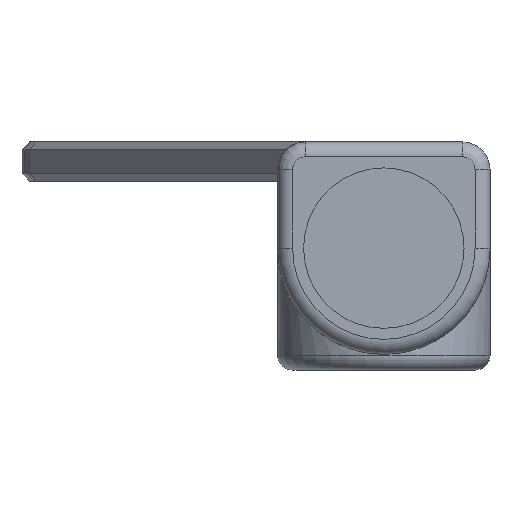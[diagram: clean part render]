
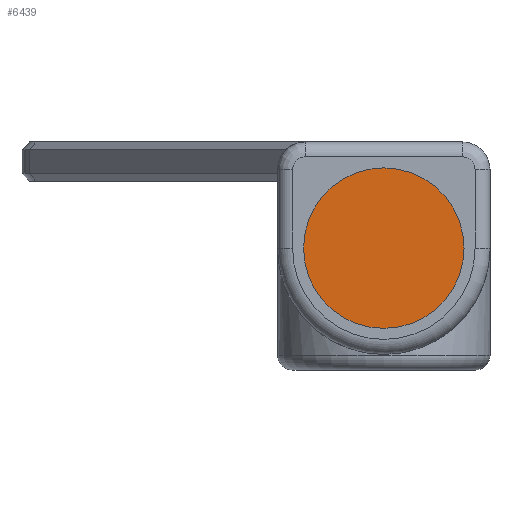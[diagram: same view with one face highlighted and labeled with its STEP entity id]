
A CAD part, front view. The second image highlights one B-rep face of the part: STEP entity #6439.
In plain terms, the highlighted planar face has unit normal (0, -1, 0).
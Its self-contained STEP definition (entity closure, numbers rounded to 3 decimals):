
#2436 = CYLINDRICAL_SURFACE('',#2437,10.2);
#2437 = AXIS2_PLACEMENT_3D('',#2438,#2439,#2440);
#2438 = CARTESIAN_POINT('',(42.,-2.,210.));
#2439 = DIRECTION('',(0.,-1.,0.));
#2440 = DIRECTION('',(-1.,0.,0.));
#4901 = EDGE_CURVE('',#4902,#4902,#4904,.T.);
#4902 = VERTEX_POINT('',#4903);
#4903 = CARTESIAN_POINT('',(31.8,-2.,210.));
#4904 = SURFACE_CURVE('',#4905,(#4910,#4917),.PCURVE_S1.);
#4905 = CIRCLE('',#4906,10.2);
#4906 = AXIS2_PLACEMENT_3D('',#4907,#4908,#4909);
#4907 = CARTESIAN_POINT('',(42.,-2.,210.));
#4908 = DIRECTION('',(0.,1.,0.));
#4909 = DIRECTION('',(-1.,0.,0.));
#4910 = PCURVE('',#2436,#4911);
#4911 = DEFINITIONAL_REPRESENTATION('',(#4912),#4916);
#4912 = LINE('',#4913,#4914);
#4913 = CARTESIAN_POINT('',(-0.,0.));
#4914 = VECTOR('',#4915,1.);
#4915 = DIRECTION('',(-1.,0.));
#4916 = ( GEOMETRIC_REPRESENTATION_CONTEXT(2) 
PARAMETRIC_REPRESENTATION_CONTEXT() REPRESENTATION_CONTEXT('2D SPACE',''
  ) );
#4917 = PCURVE('',#4918,#4923);
#4918 = PLANE('',#4919);
#4919 = AXIS2_PLACEMENT_3D('',#4920,#4921,#4922);
#4920 = CARTESIAN_POINT('',(42.,-2.,210.));
#4921 = DIRECTION('',(0.,-1.,0.));
#4922 = DIRECTION('',(1.,0.,0.));
#4923 = DEFINITIONAL_REPRESENTATION('',(#4924),#4932);
#4924 = ( BOUNDED_CURVE() B_SPLINE_CURVE(2,(#4925,#4926,#4927,#4928,
#4929,#4930,#4931),.UNSPECIFIED.,.T.,.F.) B_SPLINE_CURVE_WITH_KNOTS((1,2
    ,2,2,2,1),(-2.094,0.,2.094,4.189,
6.283,8.378),.UNSPECIFIED.) CURVE() 
GEOMETRIC_REPRESENTATION_ITEM() RATIONAL_B_SPLINE_CURVE((1.,0.5,1.,0.5,
1.,0.5,1.)) REPRESENTATION_ITEM('') );
#4925 = CARTESIAN_POINT('',(-10.2,0.));
#4926 = CARTESIAN_POINT('',(-10.2,17.667));
#4927 = CARTESIAN_POINT('',(5.1,8.833));
#4928 = CARTESIAN_POINT('',(20.4,0.));
#4929 = CARTESIAN_POINT('',(5.1,-8.833));
#4930 = CARTESIAN_POINT('',(-10.2,-17.667));
#4931 = CARTESIAN_POINT('',(-10.2,0.));
#4932 = ( GEOMETRIC_REPRESENTATION_CONTEXT(2) 
PARAMETRIC_REPRESENTATION_CONTEXT() REPRESENTATION_CONTEXT('2D SPACE',''
  ) );
#6439 = ADVANCED_FACE('',(#6440),#4918,.T.);
#6440 = FACE_BOUND('',#6441,.T.);
#6441 = EDGE_LOOP('',(#6442));
#6442 = ORIENTED_EDGE('',*,*,#4901,.F.);
